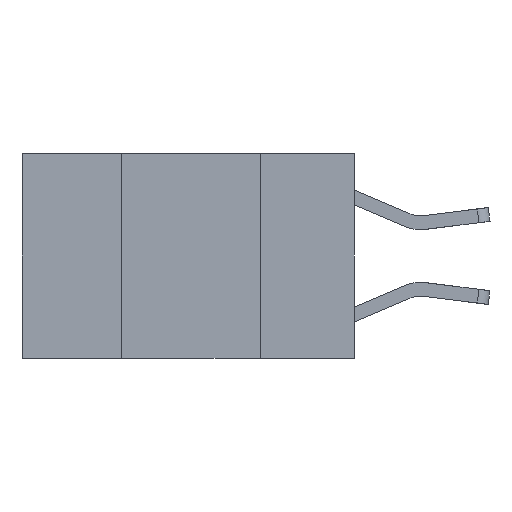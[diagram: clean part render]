
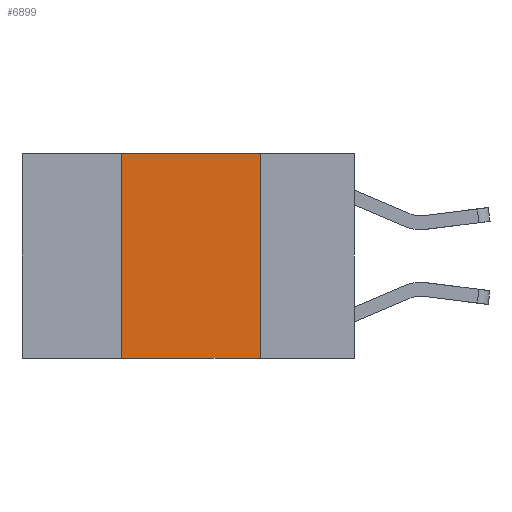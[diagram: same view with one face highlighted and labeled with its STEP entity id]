
A CAD part, left-side view. The second image highlights one B-rep face of the part: STEP entity #6899.
In plain terms, the highlighted planar face has unit normal (-1, 0, 0).
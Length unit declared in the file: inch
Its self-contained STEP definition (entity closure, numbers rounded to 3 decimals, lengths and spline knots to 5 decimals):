
#98 = VERTEX_POINT ( 'NONE', #3836 ) ;
#222 = VERTEX_POINT ( 'NONE', #2536 ) ;
#372 = LINE ( 'NONE', #460, #5206 ) ;
#460 = CARTESIAN_POINT ( 'NONE',  ( 0., 0.17, 0. ) ) ;
#621 = CARTESIAN_POINT ( 'NONE',  ( 0., 0.6, -0.37 ) ) ;
#692 = CARTESIAN_POINT ( 'NONE',  ( 0., 0.6, 0. ) ) ;
#747 = CARTESIAN_POINT ( 'NONE',  ( 0., 0.42, 0. ) ) ;
#1121 = EDGE_CURVE ( 'NONE', #7681, #98, #4148, .T. ) ;
#1379 = ORIENTED_EDGE ( 'NONE', *, *, #1487, .F. ) ;
#1487 = EDGE_CURVE ( 'NONE', #222, #98, #372, .T. ) ;
#1544 = FACE_OUTER_BOUND ( 'NONE', #6312, .T. ) ;
#2170 = ORIENTED_EDGE ( 'NONE', *, *, #1121, .T. ) ;
#2481 = VERTEX_POINT ( 'NONE', #5809 ) ;
#2536 = CARTESIAN_POINT ( 'NONE',  ( 0., 0.17, 0. ) ) ;
#2795 = CARTESIAN_POINT ( 'NONE',  ( 0., 0.42, -0.37 ) ) ;
#2882 = PLANE ( 'NONE',  #5685 ) ;
#2888 = LINE ( 'NONE', #747, #8478 ) ;
#2975 = ORIENTED_EDGE ( 'NONE', *, *, #8068, .F. ) ;
#3490 = DIRECTION ( 'NONE',  ( 0., -1., 0. ) ) ;
#3599 = VECTOR ( 'NONE', #4195, 39.37008 ) ;
#3836 = CARTESIAN_POINT ( 'NONE',  ( 0., 0.17, -0.37 ) ) ;
#4148 = LINE ( 'NONE', #621, #3599 ) ;
#4195 = DIRECTION ( 'NONE',  ( 0., -1., 0. ) ) ;
#5012 = DIRECTION ( 'NONE',  ( 1., 0., 0. ) ) ;
#5206 = VECTOR ( 'NONE', #6033, 39.37008 ) ;
#5685 = AXIS2_PLACEMENT_3D ( 'NONE', #9100, #5012, #7038 ) ;
#5809 = CARTESIAN_POINT ( 'NONE',  ( 0., 0.42, 0. ) ) ;
#5974 = VECTOR ( 'NONE', #3490, 39.37008 ) ;
#6033 = DIRECTION ( 'NONE',  ( 0., 0., -1. ) ) ;
#6312 = EDGE_LOOP ( 'NONE', ( #1379, #2975, #8560, #2170 ) ) ;
#6899 = ADVANCED_FACE ( 'NONE', ( #1544 ), #2882, .F. ) ;
#7038 = DIRECTION ( 'NONE',  ( 0., 0., -1. ) ) ;
#7681 = VERTEX_POINT ( 'NONE', #2795 ) ;
#7781 = DIRECTION ( 'NONE',  ( 0., 0., 1. ) ) ;
#8068 = EDGE_CURVE ( 'NONE', #2481, #222, #9134, .T. ) ;
#8478 = VECTOR ( 'NONE', #7781, 39.37008 ) ;
#8560 = ORIENTED_EDGE ( 'NONE', *, *, #8832, .F. ) ;
#8832 = EDGE_CURVE ( 'NONE', #7681, #2481, #2888, .T. ) ;
#9100 = CARTESIAN_POINT ( 'NONE',  ( 0., 0.6, 0. ) ) ;
#9134 = LINE ( 'NONE', #692, #5974 ) ;
